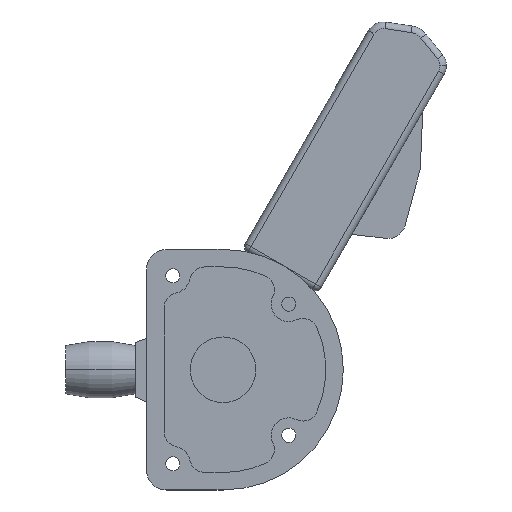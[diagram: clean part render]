
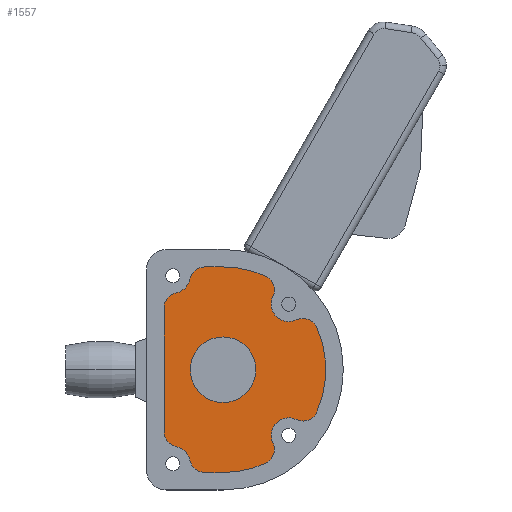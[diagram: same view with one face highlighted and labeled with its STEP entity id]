
A CAD part, front view. The second image highlights one B-rep face of the part: STEP entity #1557.
In plain terms, the highlighted planar face has unit normal (0, -1, 0).
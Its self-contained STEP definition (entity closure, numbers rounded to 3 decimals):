
#3 = DIRECTION ( 'NONE',  ( 1., 0., 0. ) ) ;
#10 = EDGE_CURVE ( 'NONE', #546, #1355, #4082, .T. ) ;
#40 = CARTESIAN_POINT ( 'NONE',  ( 0., 0., 0. ) ) ;
#82 = AXIS2_PLACEMENT_3D ( 'NONE', #1127, #3415, #1453 ) ;
#132 = ORIENTED_EDGE ( 'NONE', *, *, #3435, .F. ) ;
#142 = VERTEX_POINT ( 'NONE', #1250 ) ;
#154 = CARTESIAN_POINT ( 'NONE',  ( -35., 0., 46. ) ) ;
#177 = EDGE_CURVE ( 'NONE', #3943, #3839, #2995, .T. ) ;
#198 = CARTESIAN_POINT ( 'NONE',  ( 30., 0., -30. ) ) ;
#214 = DIRECTION ( 'NONE',  ( 0., 1., 0. ) ) ;
#230 = ORIENTED_EDGE ( 'NONE', *, *, #346, .T. ) ;
#236 = CARTESIAN_POINT ( 'NONE',  ( -35., 0., -55. ) ) ;
#237 = PLANE ( 'NONE',  #2002 ) ;
#264 = CIRCLE ( 'NONE', #2944, 3.25 ) ;
#276 = LINE ( 'NONE', #236, #1058 ) ;
#284 = VERTEX_POINT ( 'NONE', #2079 ) ;
#286 = EDGE_CURVE ( 'NONE', #3902, #1738, #1899, .T. ) ;
#329 = ORIENTED_EDGE ( 'NONE', *, *, #10, .T. ) ;
#345 = CARTESIAN_POINT ( 'NONE',  ( 30., 0., -26.75 ) ) ;
#346 = EDGE_CURVE ( 'NONE', #1738, #3902, #1696, .T. ) ;
#376 = DIRECTION ( 'NONE',  ( 0., 0., -1. ) ) ;
#483 = CIRCLE ( 'NONE', #884, 3.25 ) ;
#546 = VERTEX_POINT ( 'NONE', #1285 ) ;
#547 = DIRECTION ( 'NONE',  ( 0., 0., 1. ) ) ;
#550 = ORIENTED_EDGE ( 'NONE', *, *, #2385, .T. ) ;
#592 = CARTESIAN_POINT ( 'NONE',  ( 30., 0., -33.25 ) ) ;
#605 = EDGE_LOOP ( 'NONE', ( #2832, #2205 ) ) ;
#630 = EDGE_LOOP ( 'NONE', ( #550, #2728 ) ) ;
#684 = VECTOR ( 'NONE', #2737, 1000. ) ;
#696 = ORIENTED_EDGE ( 'NONE', *, *, #2778, .F. ) ;
#736 = VERTEX_POINT ( 'NONE', #592 ) ;
#743 = FACE_BOUND ( 'NONE', #605, .T. ) ;
#848 = DIRECTION ( 'NONE',  ( 0., 0., 1. ) ) ;
#884 = AXIS2_PLACEMENT_3D ( 'NONE', #1159, #3447, #1485 ) ;
#952 = EDGE_CURVE ( 'NONE', #546, #3700, #2044, .T. ) ;
#967 = CARTESIAN_POINT ( 'NONE',  ( 0., 0., -15. ) ) ;
#998 = EDGE_LOOP ( 'NONE', ( #3723, #4150 ) ) ;
#1052 = EDGE_CURVE ( 'NONE', #3785, #1736, #3695, .T. ) ;
#1058 = VECTOR ( 'NONE', #4165, 1000. ) ;
#1060 = AXIS2_PLACEMENT_3D ( 'NONE', #40, #2331, #376 ) ;
#1090 = AXIS2_PLACEMENT_3D ( 'NONE', #1548, #3845, #1872 ) ;
#1101 = CIRCLE ( 'NONE', #1927, 3.25 ) ;
#1119 = DIRECTION ( 'NONE',  ( 0., 1., 0. ) ) ;
#1127 = CARTESIAN_POINT ( 'NONE',  ( 30., 0., 30. ) ) ;
#1134 = CARTESIAN_POINT ( 'NONE',  ( -23., 0., 43. ) ) ;
#1155 = EDGE_CURVE ( 'NONE', #736, #3347, #1101, .T. ) ;
#1159 = CARTESIAN_POINT ( 'NONE',  ( 30., 0., -30. ) ) ;
#1250 = CARTESIAN_POINT ( 'NONE',  ( -23., 0., 39.75 ) ) ;
#1260 = EDGE_CURVE ( 'NONE', #3347, #736, #483, .T. ) ;
#1285 = CARTESIAN_POINT ( 'NONE',  ( -26., 0., 55. ) ) ;
#1310 = FACE_BOUND ( 'NONE', #1717, .T. ) ;
#1355 = VERTEX_POINT ( 'NONE', #154 ) ;
#1375 = CARTESIAN_POINT ( 'NONE',  ( -23., 0., -39.75 ) ) ;
#1390 = CARTESIAN_POINT ( 'NONE',  ( -26., 0., 46. ) ) ;
#1401 = FACE_OUTER_BOUND ( 'NONE', #2914, .T. ) ;
#1413 = VERTEX_POINT ( 'NONE', #3458 ) ;
#1422 = CARTESIAN_POINT ( 'NONE',  ( -23., 0., -46.25 ) ) ;
#1453 = DIRECTION ( 'NONE',  ( 0., 0., 1. ) ) ;
#1460 = DIRECTION ( 'NONE',  ( 0., 0., 1. ) ) ;
#1485 = DIRECTION ( 'NONE',  ( 0., 0., 1. ) ) ;
#1487 = ORIENTED_EDGE ( 'NONE', *, *, #1524, .T. ) ;
#1506 = DIRECTION ( 'NONE',  ( 0., 1., 0. ) ) ;
#1524 = EDGE_CURVE ( 'NONE', #3839, #3943, #3253, .T. ) ;
#1548 = CARTESIAN_POINT ( 'NONE',  ( -23., 0., -43. ) ) ;
#1557 = ADVANCED_FACE ( 'NONE', ( #743, #4139, #3034, #1401, #2170, #1310 ), #237, .T. ) ;
#1583 = DIRECTION ( 'NONE',  ( 0., 0., -1. ) ) ;
#1627 = AXIS2_PLACEMENT_3D ( 'NONE', #1134, #3420, #1460 ) ;
#1640 = DIRECTION ( 'NONE',  ( 0., 1., 0. ) ) ;
#1644 = DIRECTION ( 'NONE',  ( 0., -1., 0. ) ) ;
#1696 = CIRCLE ( 'NONE', #82, 3.25 ) ;
#1717 = EDGE_LOOP ( 'NONE', ( #2632, #230 ) ) ;
#1736 = VERTEX_POINT ( 'NONE', #967 ) ;
#1738 = VERTEX_POINT ( 'NONE', #3252 ) ;
#1744 = CARTESIAN_POINT ( 'NONE',  ( 0., 0., -55. ) ) ;
#1755 = AXIS2_PLACEMENT_3D ( 'NONE', #3569, #1640, #848 ) ;
#1795 = CARTESIAN_POINT ( 'NONE',  ( 0., 0., 0. ) ) ;
#1872 = DIRECTION ( 'NONE',  ( 0., 0., 1. ) ) ;
#1899 = CIRCLE ( 'NONE', #2838, 3.25 ) ;
#1908 = CIRCLE ( 'NONE', #1627, 3.25 ) ;
#1927 = AXIS2_PLACEMENT_3D ( 'NONE', #198, #2504, #547 ) ;
#2002 = AXIS2_PLACEMENT_3D ( 'NONE', #3186, #3542, #1583 ) ;
#2023 = CIRCLE ( 'NONE', #4027, 55. ) ;
#2041 = AXIS2_PLACEMENT_3D ( 'NONE', #1390, #3689, #3338 ) ;
#2044 = LINE ( 'NONE', #2634, #2924 ) ;
#2079 = CARTESIAN_POINT ( 'NONE',  ( -35., 0., -46. ) ) ;
#2101 = EDGE_CURVE ( 'NONE', #1736, #3785, #3520, .T. ) ;
#2119 = DIRECTION ( 'NONE',  ( 0., 0., -1. ) ) ;
#2170 = FACE_BOUND ( 'NONE', #630, .T. ) ;
#2187 = CARTESIAN_POINT ( 'NONE',  ( 0., 0., 0. ) ) ;
#2205 = ORIENTED_EDGE ( 'NONE', *, *, #2101, .T. ) ;
#2327 = CARTESIAN_POINT ( 'NONE',  ( 0., 0., 55. ) ) ;
#2331 = DIRECTION ( 'NONE',  ( 0., 1., 0. ) ) ;
#2385 = EDGE_CURVE ( 'NONE', #142, #4116, #1908, .T. ) ;
#2473 = CARTESIAN_POINT ( 'NONE',  ( 0., 0., -55. ) ) ;
#2478 = EDGE_CURVE ( 'NONE', #4116, #142, #264, .T. ) ;
#2504 = DIRECTION ( 'NONE',  ( 0., 1., 0. ) ) ;
#2525 = DIRECTION ( 'NONE',  ( 0., 0., -1. ) ) ;
#2552 = ORIENTED_EDGE ( 'NONE', *, *, #952, .F. ) ;
#2632 = ORIENTED_EDGE ( 'NONE', *, *, #286, .T. ) ;
#2634 = CARTESIAN_POINT ( 'NONE',  ( -35., 0., 55. ) ) ;
#2660 = CARTESIAN_POINT ( 'NONE',  ( 0., 0., 15. ) ) ;
#2728 = ORIENTED_EDGE ( 'NONE', *, *, #2478, .T. ) ;
#2729 = CARTESIAN_POINT ( 'NONE',  ( 30., 0., 26.75 ) ) ;
#2737 = DIRECTION ( 'NONE',  ( -1., 0., 0. ) ) ;
#2778 = EDGE_CURVE ( 'NONE', #4130, #1413, #4178, .T. ) ;
#2832 = ORIENTED_EDGE ( 'NONE', *, *, #1052, .T. ) ;
#2838 = AXIS2_PLACEMENT_3D ( 'NONE', #3071, #1119, #3403 ) ;
#2914 = EDGE_LOOP ( 'NONE', ( #2552, #329, #132, #4254, #696, #3805 ) ) ;
#2924 = VECTOR ( 'NONE', #3, 1000. ) ;
#2944 = AXIS2_PLACEMENT_3D ( 'NONE', #3472, #1506, #3808 ) ;
#2995 = CIRCLE ( 'NONE', #1755, 3.25 ) ;
#3034 = FACE_BOUND ( 'NONE', #3622, .T. ) ;
#3071 = CARTESIAN_POINT ( 'NONE',  ( 30., 0., 30. ) ) ;
#3120 = CARTESIAN_POINT ( 'NONE',  ( -23., 0., 46.25 ) ) ;
#3132 = ORIENTED_EDGE ( 'NONE', *, *, #177, .T. ) ;
#3186 = CARTESIAN_POINT ( 'NONE',  ( 0., 0., 0. ) ) ;
#3252 = CARTESIAN_POINT ( 'NONE',  ( 30., 0., 33.25 ) ) ;
#3253 = CIRCLE ( 'NONE', #1090, 3.25 ) ;
#3274 = AXIS2_PLACEMENT_3D ( 'NONE', #1795, #4099, #2119 ) ;
#3338 = DIRECTION ( 'NONE',  ( 0., 0., -1. ) ) ;
#3347 = VERTEX_POINT ( 'NONE', #345 ) ;
#3393 = EDGE_CURVE ( 'NONE', #3700, #4130, #2023, .T. ) ;
#3403 = DIRECTION ( 'NONE',  ( 0., 0., 1. ) ) ;
#3415 = DIRECTION ( 'NONE',  ( 0., 1., 0. ) ) ;
#3420 = DIRECTION ( 'NONE',  ( 0., 1., 0. ) ) ;
#3435 = EDGE_CURVE ( 'NONE', #284, #1355, #276, .T. ) ;
#3447 = DIRECTION ( 'NONE',  ( 0., 1., 0. ) ) ;
#3458 = CARTESIAN_POINT ( 'NONE',  ( -26., 0., -55. ) ) ;
#3472 = CARTESIAN_POINT ( 'NONE',  ( -23., 0., 43. ) ) ;
#3520 = CIRCLE ( 'NONE', #1060, 15. ) ;
#3542 = DIRECTION ( 'NONE',  ( 0., -1., 0. ) ) ;
#3569 = CARTESIAN_POINT ( 'NONE',  ( -23., 0., -43. ) ) ;
#3588 = EDGE_CURVE ( 'NONE', #284, #1413, #3820, .T. ) ;
#3612 = CARTESIAN_POINT ( 'NONE',  ( -26., 0., -46. ) ) ;
#3622 = EDGE_LOOP ( 'NONE', ( #3132, #1487 ) ) ;
#3689 = DIRECTION ( 'NONE',  ( 0., -1., 0. ) ) ;
#3695 = CIRCLE ( 'NONE', #3274, 15. ) ;
#3700 = VERTEX_POINT ( 'NONE', #2327 ) ;
#3713 = AXIS2_PLACEMENT_3D ( 'NONE', #3612, #1644, #3953 ) ;
#3723 = ORIENTED_EDGE ( 'NONE', *, *, #1155, .T. ) ;
#3785 = VERTEX_POINT ( 'NONE', #2660 ) ;
#3805 = ORIENTED_EDGE ( 'NONE', *, *, #3393, .F. ) ;
#3808 = DIRECTION ( 'NONE',  ( 0., 0., 1. ) ) ;
#3820 = CIRCLE ( 'NONE', #3713, 9. ) ;
#3839 = VERTEX_POINT ( 'NONE', #1375 ) ;
#3845 = DIRECTION ( 'NONE',  ( 0., 1., 0. ) ) ;
#3902 = VERTEX_POINT ( 'NONE', #2729 ) ;
#3943 = VERTEX_POINT ( 'NONE', #1422 ) ;
#3953 = DIRECTION ( 'NONE',  ( 0., 0., -1. ) ) ;
#4027 = AXIS2_PLACEMENT_3D ( 'NONE', #2187, #214, #2525 ) ;
#4082 = CIRCLE ( 'NONE', #2041, 9. ) ;
#4099 = DIRECTION ( 'NONE',  ( 0., 1., 0. ) ) ;
#4116 = VERTEX_POINT ( 'NONE', #3120 ) ;
#4130 = VERTEX_POINT ( 'NONE', #2473 ) ;
#4139 = FACE_BOUND ( 'NONE', #998, .T. ) ;
#4150 = ORIENTED_EDGE ( 'NONE', *, *, #1260, .T. ) ;
#4165 = DIRECTION ( 'NONE',  ( 0., 0., 1. ) ) ;
#4178 = LINE ( 'NONE', #1744, #684 ) ;
#4254 = ORIENTED_EDGE ( 'NONE', *, *, #3588, .T. ) ;
